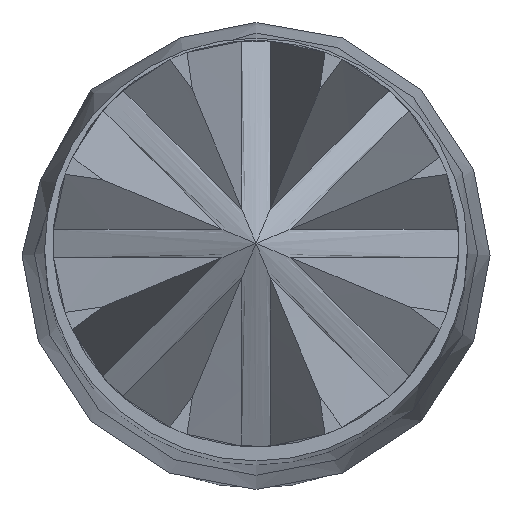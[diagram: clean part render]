
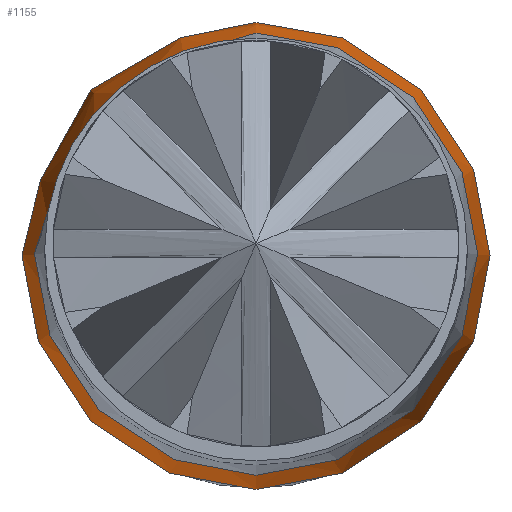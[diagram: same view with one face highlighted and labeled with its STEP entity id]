
A CAD part, top view. The second image highlights one B-rep face of the part: STEP entity #1155.
In plain terms, the highlighted free-form (B-spline) face has degree [2, 2] with [3, 9] control points.
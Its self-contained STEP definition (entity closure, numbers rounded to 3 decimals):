
#186=(
BOUNDED_CURVE()
B_SPLINE_CURVE(2,(#1905,#1906,#1907),.UNSPECIFIED.,.F.,.F.)
B_SPLINE_CURVE_WITH_KNOTS((3,3),(-0.274,0.274),
 .UNSPECIFIED.)
CURVE()
GEOMETRIC_REPRESENTATION_ITEM()
RATIONAL_B_SPLINE_CURVE((1.,0.963,1.))
REPRESENTATION_ITEM($)
);
#191=(
BOUNDED_SURFACE()
B_SPLINE_SURFACE(2,2,((#1877,#1878,#1879,#1880,#1881,#1882,#1883,#1884,
#1885),(#1886,#1887,#1888,#1889,#1890,#1891,#1892,#1893,#1894),(#1895,#1896,
#1897,#1898,#1899,#1900,#1901,#1902,#1903)),.UNSPECIFIED.,.F.,.T.,.F.)
B_SPLINE_SURFACE_WITH_KNOTS((3,3),(3,2,2,2,3),(-0.274,0.274),
(-3.142,-1.571,0.,1.571,3.142),
 .UNSPECIFIED.)
GEOMETRIC_REPRESENTATION_ITEM()
RATIONAL_B_SPLINE_SURFACE(((1.,0.707,1.,0.707,1.,
0.707,1.,0.707,1.),(0.963,0.681,
0.963,0.681,0.963,0.681,
0.963,0.681,0.963),(1.,0.707,
1.,0.707,1.,0.707,1.,0.707,1.)))
REPRESENTATION_ITEM($)
SURFACE()
);
#227=FACE_OUTER_BOUND($,#313,.T.);
#313=EDGE_LOOP($,(#804,#805,#806,#807,#808,#809));
#416=CIRCLE($,#1255,0.476);
#417=CIRCLE($,#1256,0.476);
#418=CIRCLE($,#1257,0.476);
#419=CIRCLE($,#1258,0.476);
#500=VERTEX_POINT($,#1873);
#501=VERTEX_POINT($,#1874);
#502=VERTEX_POINT($,#1904);
#503=VERTEX_POINT($,#1908);
#619=EDGE_CURVE($,#500,#501,#416,.T.);
#620=EDGE_CURVE($,#501,#500,#417,.T.);
#621=EDGE_CURVE($,#501,#502,#186,.T.);
#622=EDGE_CURVE($,#502,#503,#418,.T.);
#623=EDGE_CURVE($,#503,#502,#419,.T.);
#804=ORIENTED_EDGE($,*,*,#619,.F.);
#805=ORIENTED_EDGE($,*,*,#620,.F.);
#806=ORIENTED_EDGE($,*,*,#621,.T.);
#807=ORIENTED_EDGE($,*,*,#622,.T.);
#808=ORIENTED_EDGE($,*,*,#623,.T.);
#809=ORIENTED_EDGE($,*,*,#621,.F.);
#1155=ADVANCED_FACE($,(#227),#191,.F.);
#1255=AXIS2_PLACEMENT_3D($,#1875,#1442,#1443);
#1256=AXIS2_PLACEMENT_3D($,#1876,#1444,#1445);
#1257=AXIS2_PLACEMENT_3D($,#1909,#1446,#1447);
#1258=AXIS2_PLACEMENT_3D($,#1910,#1448,#1449);
#1442=DIRECTION('center_axis',(0.,0.,
1.));
#1443=DIRECTION('ref_axis',(0.,-1.,0.));
#1444=DIRECTION('center_axis',(0.,0.,
1.));
#1445=DIRECTION('ref_axis',(0.,-1.,0.));
#1446=DIRECTION('center_axis',(0.,0.,
1.));
#1447=DIRECTION('ref_axis',(0.,-1.,0.));
#1448=DIRECTION('center_axis',(0.,0.,
1.));
#1449=DIRECTION('ref_axis',(0.,-1.,0.));
#1873=CARTESIAN_POINT('',(0.,-0.476,-0.432));
#1874=CARTESIAN_POINT('',(0.,0.476,-0.432));
#1875=CARTESIAN_POINT('Origin',(0.,0.,
-0.432));
#1876=CARTESIAN_POINT('Origin',(0.,0.,
-0.432));
#1877=CARTESIAN_POINT('Ctrl Pts',(0.,0.476,
-1.168));
#1878=CARTESIAN_POINT('Ctrl Pts',(-0.476,0.476,-1.168));
#1879=CARTESIAN_POINT('Ctrl Pts',(-0.476,0.,
-1.168));
#1880=CARTESIAN_POINT('Ctrl Pts',(-0.476,-0.476,
-1.168));
#1881=CARTESIAN_POINT('Ctrl Pts',(0.,-0.476,
-1.168));
#1882=CARTESIAN_POINT('Ctrl Pts',(0.476,-0.476,
-1.168));
#1883=CARTESIAN_POINT('Ctrl Pts',(0.476,0.,
-1.168));
#1884=CARTESIAN_POINT('Ctrl Pts',(0.476,0.476,-1.168));
#1885=CARTESIAN_POINT('Ctrl Pts',(0.,0.476,
-1.168));
#1886=CARTESIAN_POINT('Ctrl Pts',(0.,0.58,
-0.8));
#1887=CARTESIAN_POINT('Ctrl Pts',(-0.58,0.58,
-0.8));
#1888=CARTESIAN_POINT('Ctrl Pts',(-0.58,0.,
-0.8));
#1889=CARTESIAN_POINT('Ctrl Pts',(-0.58,-0.58,
-0.8));
#1890=CARTESIAN_POINT('Ctrl Pts',(0.,-0.58,
-0.8));
#1891=CARTESIAN_POINT('Ctrl Pts',(0.58,-0.58,
-0.8));
#1892=CARTESIAN_POINT('Ctrl Pts',(0.58,0.,
-0.8));
#1893=CARTESIAN_POINT('Ctrl Pts',(0.58,0.58,-0.8));
#1894=CARTESIAN_POINT('Ctrl Pts',(0.,0.58,
-0.8));
#1895=CARTESIAN_POINT('Ctrl Pts',(0.,0.476,
-0.432));
#1896=CARTESIAN_POINT('Ctrl Pts',(-0.476,0.476,-0.432));
#1897=CARTESIAN_POINT('Ctrl Pts',(-0.476,0.,
-0.432));
#1898=CARTESIAN_POINT('Ctrl Pts',(-0.476,-0.476,
-0.432));
#1899=CARTESIAN_POINT('Ctrl Pts',(0.,-0.476,
-0.432));
#1900=CARTESIAN_POINT('Ctrl Pts',(0.476,-0.476,
-0.432));
#1901=CARTESIAN_POINT('Ctrl Pts',(0.476,0.,
-0.432));
#1902=CARTESIAN_POINT('Ctrl Pts',(0.476,0.476,-0.432));
#1903=CARTESIAN_POINT('Ctrl Pts',(0.,0.476,
-0.432));
#1904=CARTESIAN_POINT('',(0.,0.476,-1.168));
#1905=CARTESIAN_POINT('Ctrl Pts',(0.,0.476,
-0.432));
#1906=CARTESIAN_POINT('Ctrl Pts',(0.,0.58,
-0.8));
#1907=CARTESIAN_POINT('Ctrl Pts',(0.,0.476,
-1.168));
#1908=CARTESIAN_POINT('',(0.,-0.476,-1.168));
#1909=CARTESIAN_POINT('Origin',(0.,0.,
-1.168));
#1910=CARTESIAN_POINT('Origin',(0.,0.,
-1.168));
